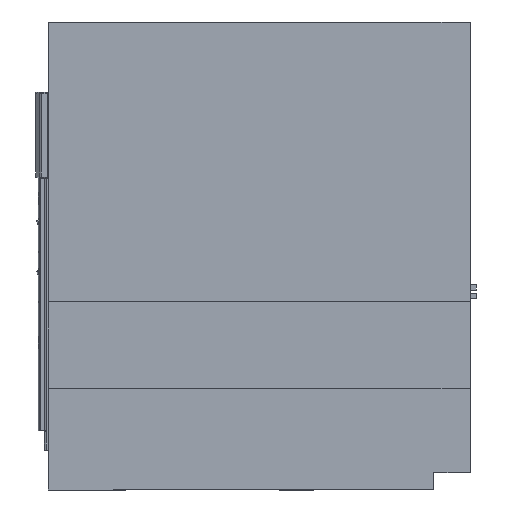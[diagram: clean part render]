
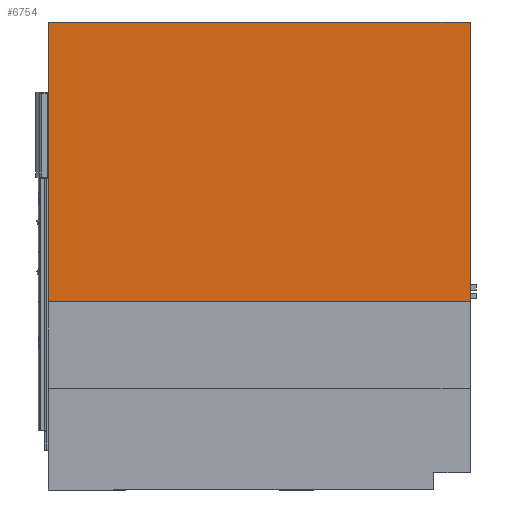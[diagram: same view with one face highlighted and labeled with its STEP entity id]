
A CAD part, left-side view. The second image highlights one B-rep face of the part: STEP entity #6754.
In plain terms, the highlighted planar face has unit normal (-1, 0, 0).
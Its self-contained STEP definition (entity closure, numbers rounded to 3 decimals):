
#6642=AXIS2_PLACEMENT_3D('Plane Axis2P3D',#6639,#6640,#6641) ;
#939=CARTESIAN_POINT('Vertex',(-158.5,-383.,424.75)) ;
#942=CARTESIAN_POINT('Line Origine',(-158.5,-383.,297.875)) ;
#946=CARTESIAN_POINT('Vertex',(-158.5,-383.,171.)) ;
#4401=CARTESIAN_POINT('Vertex',(-158.5,0.,171.)) ;
#4404=CARTESIAN_POINT('Line Origine',(-158.5,0.,298.)) ;
#4408=CARTESIAN_POINT('Vertex',(-158.5,0.,425.)) ;
#6289=CARTESIAN_POINT('Line Origine',(-158.5,-170.,425.)) ;
#6293=CARTESIAN_POINT('Vertex',(-158.5,-340.,425.)) ;
#6330=CARTESIAN_POINT('Vertex',(-158.5,-340.,424.75)) ;
#6338=CARTESIAN_POINT('Line Origine',(-158.5,-340.,424.875)) ;
#6639=CARTESIAN_POINT('Axis2P3D Location',(-158.5,0.,0.)) ;
#6720=CARTESIAN_POINT('Line Origine',(-158.5,-361.5,171.)) ;
#6724=CARTESIAN_POINT('Vertex',(-158.5,-340.,171.)) ;
#6727=CARTESIAN_POINT('Line Origine',(-158.5,-170.,171.)) ;
#6740=CARTESIAN_POINT('Line Origine',(-158.5,-361.5,424.75)) ;
#943=DIRECTION('Vector Direction',(0.,0.,1.)) ;
#4405=DIRECTION('Vector Direction',(0.,0.,1.)) ;
#6290=DIRECTION('Vector Direction',(0.,-1.,0.)) ;
#6339=DIRECTION('Vector Direction',(0.,0.,1.)) ;
#6640=DIRECTION('Axis2P3D Direction',(1.,0.,-0.)) ;
#6641=DIRECTION('Axis2P3D XDirection',(0.,0.,1.)) ;
#6721=DIRECTION('Vector Direction',(0.,-1.,0.)) ;
#6728=DIRECTION('Vector Direction',(0.,-1.,0.)) ;
#6741=DIRECTION('Vector Direction',(0.,-1.,0.)) ;
#944=VECTOR('Line Direction',#943,1.) ;
#4406=VECTOR('Line Direction',#4405,1.) ;
#6291=VECTOR('Line Direction',#6290,1.) ;
#6340=VECTOR('Line Direction',#6339,1.) ;
#6722=VECTOR('Line Direction',#6721,1.) ;
#6729=VECTOR('Line Direction',#6728,1.) ;
#6742=VECTOR('Line Direction',#6741,1.) ;
#6746=ORIENTED_EDGE('',*,*,#6726,.T.) ;
#6747=ORIENTED_EDGE('',*,*,#948,.F.) ;
#6748=ORIENTED_EDGE('',*,*,#6744,.F.) ;
#6749=ORIENTED_EDGE('',*,*,#6342,.T.) ;
#6750=ORIENTED_EDGE('',*,*,#6295,.F.) ;
#6751=ORIENTED_EDGE('',*,*,#4410,.F.) ;
#6752=ORIENTED_EDGE('',*,*,#6731,.T.) ;
#6754=ADVANCED_FACE('RX0153100_1PA_001_00_SIMULACRO_P.F.N1_III.1\\PartBody',(#6753),#6643,.F.) ;
#948=EDGE_CURVE('',#940,#947,#945,.F.) ;
#4410=EDGE_CURVE('',#4402,#4409,#4407,.T.) ;
#6295=EDGE_CURVE('',#4409,#6294,#6292,.T.) ;
#6342=EDGE_CURVE('',#6331,#6294,#6341,.T.) ;
#6726=EDGE_CURVE('',#6725,#947,#6723,.T.) ;
#6731=EDGE_CURVE('',#4402,#6725,#6730,.T.) ;
#6744=EDGE_CURVE('',#6331,#940,#6743,.T.) ;
#6745=EDGE_LOOP('',(#6746,#6747,#6748,#6749,#6750,#6751,#6752)) ;
#6753=FACE_OUTER_BOUND('',#6745,.T.) ;
#945=LINE('Line',#942,#944) ;
#4407=LINE('Line',#4404,#4406) ;
#6292=LINE('Line',#6289,#6291) ;
#6341=LINE('Line',#6338,#6340) ;
#6723=LINE('Line',#6720,#6722) ;
#6730=LINE('Line',#6727,#6729) ;
#6743=LINE('Line',#6740,#6742) ;
#6643=PLANE('',#6642) ;
#940=VERTEX_POINT('',#939) ;
#947=VERTEX_POINT('',#946) ;
#4402=VERTEX_POINT('',#4401) ;
#4409=VERTEX_POINT('',#4408) ;
#6294=VERTEX_POINT('',#6293) ;
#6331=VERTEX_POINT('',#6330) ;
#6725=VERTEX_POINT('',#6724) ;
